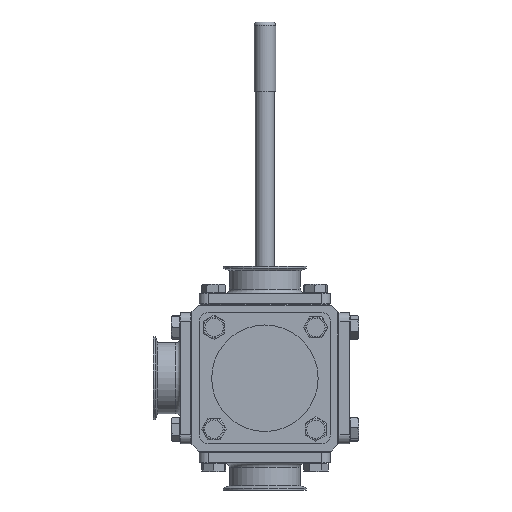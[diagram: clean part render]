
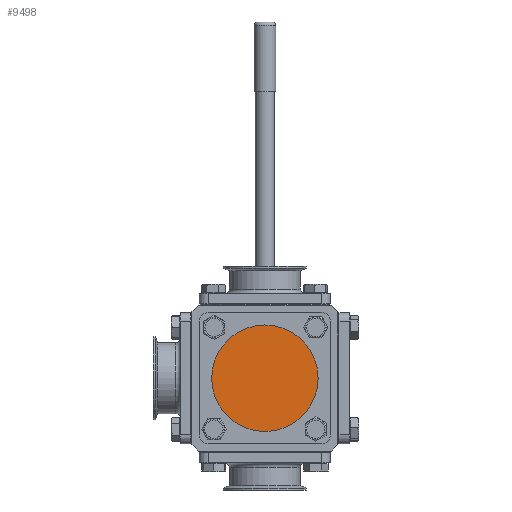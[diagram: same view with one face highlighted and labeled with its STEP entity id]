
A CAD part, front view. The second image highlights one B-rep face of the part: STEP entity #9498.
In plain terms, the highlighted planar face has unit normal (0, -1, 0).
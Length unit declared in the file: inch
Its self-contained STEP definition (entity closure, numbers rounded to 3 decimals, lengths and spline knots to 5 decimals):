
#1971 = FACE_OUTER_BOUND ( 'NONE', #26527, .T. ) ;
#5713 = DIRECTION ( 'NONE',  ( 0., 0., 1. ) ) ;
#9498 = ADVANCED_FACE ( 'NONE', ( #1971 ), #18536, .T. ) ;
#10515 = CARTESIAN_POINT ( 'NONE',  ( -3.45387, -3.92664, 0.54337 ) ) ;
#11216 = CARTESIAN_POINT ( 'NONE',  ( -3.45387, -3.92664, 3.54337 ) ) ;
#12590 = DIRECTION ( 'NONE',  ( 0., 0., 1. ) ) ;
#12829 = VERTEX_POINT ( 'NONE', #11216 ) ;
#15745 = DIRECTION ( 'NONE',  ( 0., -1., 0. ) ) ;
#16182 = CIRCLE ( 'NONE', #26903, 3. ) ;
#16214 = EDGE_CURVE ( 'NONE', #16886, #12829, #16182, .T. ) ;
#16886 = VERTEX_POINT ( 'NONE', #36055 ) ;
#18536 = PLANE ( 'NONE',  #30419 ) ;
#18707 = CARTESIAN_POINT ( 'NONE',  ( -3.45387, -3.92664, 0.54337 ) ) ;
#21820 = AXIS2_PLACEMENT_3D ( 'NONE', #10515, #27647, #12590 ) ;
#26527 = EDGE_LOOP ( 'NONE', ( #34630, #27205 ) ) ;
#26903 = AXIS2_PLACEMENT_3D ( 'NONE', #31191, #31738, #5713 ) ;
#27205 = ORIENTED_EDGE ( 'NONE', *, *, #16214, .T. ) ;
#27647 = DIRECTION ( 'NONE',  ( 0., -1., 0. ) ) ;
#30419 = AXIS2_PLACEMENT_3D ( 'NONE', #18707, #15745, #32880 ) ;
#31191 = CARTESIAN_POINT ( 'NONE',  ( -3.45387, -3.92664, 0.54337 ) ) ;
#31738 = DIRECTION ( 'NONE',  ( 0., -1., 0. ) ) ;
#32880 = DIRECTION ( 'NONE',  ( 0., 0., 1. ) ) ;
#33734 = CIRCLE ( 'NONE', #21820, 3. ) ;
#34630 = ORIENTED_EDGE ( 'NONE', *, *, #36377, .T. ) ;
#36055 = CARTESIAN_POINT ( 'NONE',  ( -3.45387, -3.92664, -2.45663 ) ) ;
#36377 = EDGE_CURVE ( 'NONE', #12829, #16886, #33734, .T. ) ;
